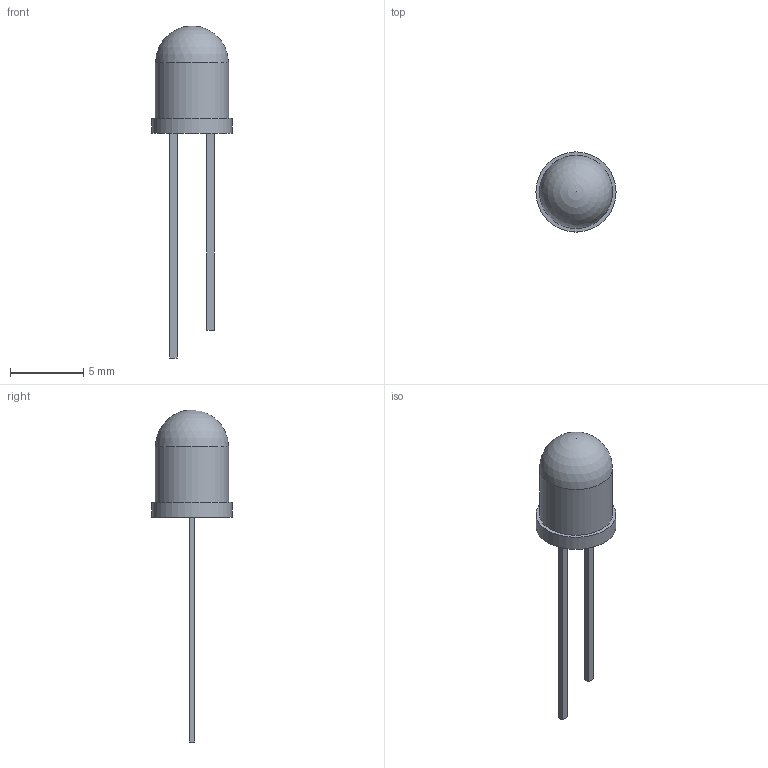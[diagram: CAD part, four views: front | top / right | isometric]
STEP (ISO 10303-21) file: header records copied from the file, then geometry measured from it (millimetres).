
FILE_DESCRIPTION(/* description */ (''),/* implementation_level */ '2;1');
FILE_NAME(/* name */ 'LED 3mm (Red).step',/* time_stamp */ '2019-12-30T00:21:38-05:00',/* author */ (''),/* organization */ (''),/* preprocessor_version */ 'ST-DEVELOPER v18',/* originating_system */ 'Autodesk Translation Framework v8.12.0.6',/* authorisation */ '');
FILE_SCHEMA (('AUTOMOTIVE_DESIGN { 1 0 10303 214 3 1 1 }'));
Length unit declared in the file: inch
Products named in the file (1): LED 3mm (Red)
Bounding box: 5.46 x 5.46 x 22.61 mm (x, y, z)
Volume: 136.8 mm3; surface area: 203.9 mm2
Topology: 3 solids, 3 shells, 17 faces, 34 edges, 23 vertices
Faces by surface type: plane 14, cylinder 2, sphere 1
Full cylindrical faces by diameter (mm): 4.978 x1, 5.461 x1
Entity records: 485 total; most frequent: DIRECTION 76, CARTESIAN_POINT 74, ORIENTED_EDGE 66, EDGE_CURVE 33, LINE 26, VECTOR 26, AXIS2_PLACEMENT_3D 25, VERTEX_POINT 23
